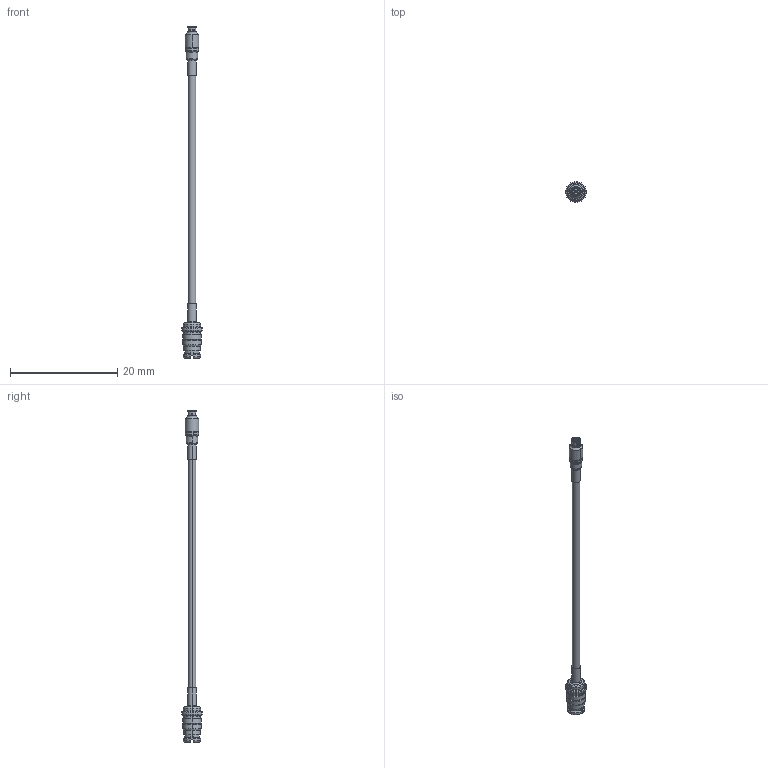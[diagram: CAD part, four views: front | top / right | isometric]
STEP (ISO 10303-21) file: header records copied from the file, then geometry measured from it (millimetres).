
FILE_DESCRIPTION (( 'STEP AP214' ), '1' );
FILE_NAME ('FMCA9959_3D.step', '2023-09-25T22:13:24', ( '' ), ( '' ), 'SwSTEP 2.0', 'SolidWorks 2022', '' );
FILE_SCHEMA (( 'AUTOMOTIVE_DESIGN' ));
Length unit declared in the file: inch
Products named in the file (6): Copy of PE44785^FMCA9959; Copy of 047_HeatShrink^FMCA9959; Copy of 047_SMP_HeatShrink^FMCA9959; Copy of PE45893^FMCA9959; Copy of PE-P047 Cable New^FMCA9959; FMCA9959_3D
Assembly tree (5 placements, depth 2):
  FMCA9959_3D
    Copy of PE-P047 Cable New^FMCA9959
    Copy of PE45893^FMCA9959
    Copy of PE44785^FMCA9959
    Copy of 047_HeatShrink^FMCA9959
    Copy of 047_SMP_HeatShrink^FMCA9959
Bounding box: 3.88 x 3.88 x 61.92 mm (x, y, z)
Volume: 181.6 mm3; surface area: 527.5 mm2
Topology: 5 solids, 5 shells, 248 faces, 610 edges, 383 vertices
Faces by surface type: plane 81, cylinder 80, torus 46, cone 41
Entity records: 8101 total; most frequent: CARTESIAN_POINT 1775, DIRECTION 1340, ORIENTED_EDGE 1216, EDGE_CURVE 608, AXIS2_PLACEMENT_3D 552, VERTEX_POINT 383, CIRCLE 296, EDGE_LOOP 265
